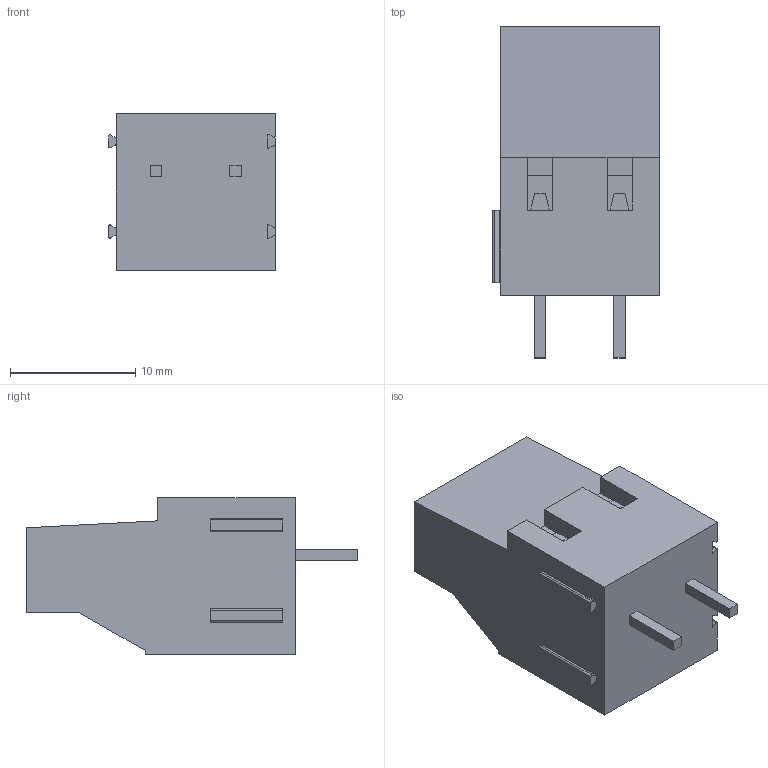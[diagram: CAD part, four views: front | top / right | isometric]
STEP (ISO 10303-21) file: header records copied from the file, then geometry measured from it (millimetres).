
FILE_DESCRIPTION(('STEP AP242'),'1');
FILE_NAME('796740-2.stp','2021-05-19T06:04:12',('TraceParts'),('TraceParts S.A.'),'Spatial InterOp 3D',' ',' ');
FILE_SCHEMA(('AP242_MANAGED_MODEL_BASED_3D_ENGINEERING_MIM_LF {1 0 10303 442 1 1 4}'));
Length unit declared in the file: millimetre
Products named in the file (1): 796740-2
Bounding box: 13.3 x 26.5 x 12.5 mm (x, y, z)
Volume: 2526.3 mm3; surface area: 1588.7 mm2
Topology: 1 solids, 1 shells, 105 faces, 281 edges, 186 vertices
Faces by surface type: plane 81, cylinder 24
Entity records: 3270 total; most frequent: CARTESIAN_POINT 573, ORIENTED_EDGE 562, DIRECTION 545, EDGE_CURVE 281, LINE 229, VECTOR 229, VERTEX_POINT 186, AXIS2_PLACEMENT_3D 158
